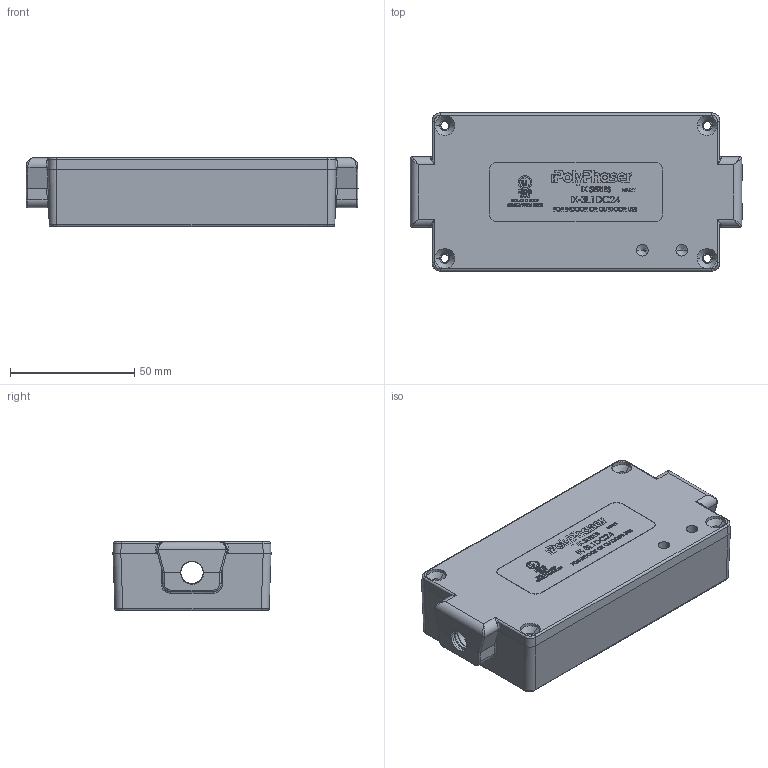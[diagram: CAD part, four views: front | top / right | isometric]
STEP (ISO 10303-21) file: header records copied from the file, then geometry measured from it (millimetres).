
FILE_DESCRIPTION (( 'STEP AP214' ), '1' );
FILE_NAME ('IX-3L1DC24.STEP', '2019-07-30T16:51:01', ( '' ), ( '' ), 'SwSTEP 2.0', 'SolidWorks 2019', '' );
FILE_SCHEMA (( 'AUTOMOTIVE_DESIGN' ));
Length unit declared in the file: inch
Products named in the file (14): 9500-0041; 7020-3018; 5331-0012-01; 5331-0013-01; 7020-2641; 7040-0109; IX-3L1DC24; 5331-0013; 5331-0012
Assembly tree (8 placements, depth 4):
  7020-3018
  7040-0109
  IX-3L1DC24
    9500-0041
      5331-0013-01
        5331-0013
      7040-0109
    7020-2641
    7020-3018
    5331-0012-01
      5331-0012
  5331-0013
  7020-2641
Bounding box: 133.35 x 63.5 x 27.77 mm (x, y, z)
Volume: 85425.8 mm3; surface area: 65141.4 mm2
Topology: 5 solids, 5 shells, 5299 faces, 14349 edges, 9437 vertices
Faces by surface type: plane 4046, bspline 813, cylinder 400, cone 40
Entity records: 222832 total; most frequent: CARTESIAN_POINT 79433, ORIENTED_EDGE 28622, DIRECTION 22314, EDGE_CURVE 14311, LINE 11882, VECTOR 11882, VERTEX_POINT 9437, EDGE_LOOP 5736
